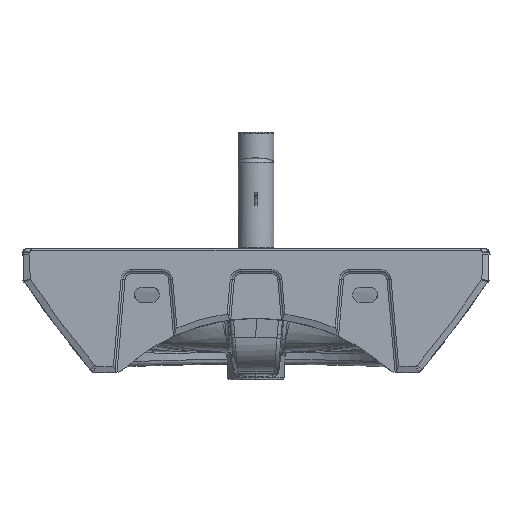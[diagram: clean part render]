
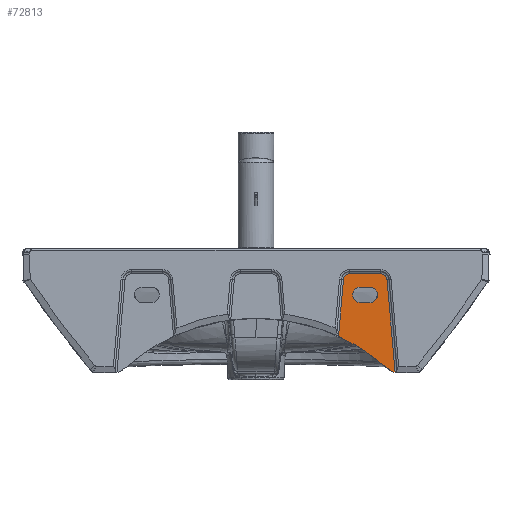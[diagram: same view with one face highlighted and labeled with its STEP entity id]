
A CAD part, left-side view. The second image highlights one B-rep face of the part: STEP entity #72813.
In plain terms, the highlighted face is planar.
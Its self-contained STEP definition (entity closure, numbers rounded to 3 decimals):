
#1588=CARTESIAN_POINT('',(-169.338,-3.,-154.872));
#1589=VERTEX_POINT('',#1588);
#1597=CARTESIAN_POINT('',(-105.74,-3.,-113.111));
#1598=VERTEX_POINT('',#1597);
#1599=CARTESIAN_POINT('',(0.,-3.,-343.452));
#1600=DIRECTION('',(0.,-1.0,0.));
#1601=DIRECTION('',(1.0,0.,0.));
#1602=AXIS2_PLACEMENT_3D('',#1599,#1600,#1601);
#1603=CIRCLE('',#1602,253.452);
#1604=EDGE_CURVE('',#1589,#1598,#1603,.F.);
#2715=CARTESIAN_POINT('',(-146.0,-3.,-70.0));
#2716=VERTEX_POINT('',#2715);
#2717=CARTESIAN_POINT('',(-134.0,-3.,-70.0));
#2718=VERTEX_POINT('',#2717);
#2719=CARTESIAN_POINT('',(-146.0,-3.,-70.0));
#2720=DIRECTION('',(1.0,0.0,0.0));
#2721=VECTOR('',#2720,12.0);
#2722=LINE('',#2719,#2721);
#2723=EDGE_CURVE('',#2716,#2718,#2722,.T.);
#2755=CARTESIAN_POINT('',(-134.0,-3.,-50.0));
#2756=VERTEX_POINT('',#2755);
#2757=CARTESIAN_POINT('',(-146.0,-3.,-50.0));
#2758=VERTEX_POINT('',#2757);
#2759=CARTESIAN_POINT('',(-134.0,-3.,-50.0));
#2760=DIRECTION('',(-1.0,0.0,0.0));
#2761=VECTOR('',#2760,12.0);
#2762=LINE('',#2759,#2761);
#2763=EDGE_CURVE('',#2756,#2758,#2762,.T.);
#72229=CARTESIAN_POINT('',(-134.0,-3.,-60.0));
#72230=DIRECTION('',(0.0,1.0,0.0));
#72231=DIRECTION('',(1.0,0.0,0.0));
#72232=AXIS2_PLACEMENT_3D('',#72229,#72230,#72231);
#72233=CIRCLE('',#72232,10.0);
#72234=EDGE_CURVE('',#2756,#2718,#72233,.T.);
#72253=CARTESIAN_POINT('',(-146.0,-3.,-60.0));
#72254=DIRECTION('',(0.0,1.0,0.0));
#72255=DIRECTION('',(1.0,0.0,0.0));
#72256=AXIS2_PLACEMENT_3D('',#72253,#72254,#72255);
#72257=CIRCLE('',#72256,10.0);
#72258=EDGE_CURVE('',#2716,#2758,#72257,.T.);
#72712=CARTESIAN_POINT('',(-178.319,-3.,-159.512));
#72713=VERTEX_POINT('',#72712);
#72714=CARTESIAN_POINT('',(-178.319,-3.,-159.512));
#72715=CARTESIAN_POINT('',(-176.656,-3.,-159.137));
#72716=CARTESIAN_POINT('',(-175.047,-3.,-158.55));
#72717=CARTESIAN_POINT('',(-172.016,-3.,-156.984));
#72718=CARTESIAN_POINT('',(-170.607,-3.,-156.011));
#72719=CARTESIAN_POINT('',(-169.338,-3.,-154.872));
#72720=B_SPLINE_CURVE_WITH_KNOTS('',3,(#72714,#72715,#72716,#72717,#72718,#72719),.UNSPECIFIED.,.F.,.U.,(4,2,4),(0.,0.512,1.023),.UNSPECIFIED.);
#72721=EDGE_CURVE('',#72713,#1589,#72720,.T.);
#72758=CARTESIAN_POINT('',(0.0,-3.,0.0));
#72759=DIRECTION('',(0.0,1.0,0.0));
#72760=DIRECTION('',(0.0,0.0,1.0));
#72761=AXIS2_PLACEMENT_3D('',#72758,#72759,#72760);
#72762=PLANE('',#72761);
#72763=ORIENTED_EDGE('',*,*,#1604,.F.);
#72764=ORIENTED_EDGE('',*,*,#72721,.F.);
#72765=CARTESIAN_POINT('',(-167.89,-3.,-40.303));
#72766=VERTEX_POINT('',#72765);
#72767=CARTESIAN_POINT('',(-178.319,-3.,-159.512));
#72768=DIRECTION('',(0.087,0.0,0.996));
#72769=VECTOR('',#72768,119.665);
#72770=LINE('',#72767,#72769);
#72771=EDGE_CURVE('',#72766,#72713,#72770,.F.);
#72772=ORIENTED_EDGE('',*,*,#72771,.F.);
#72773=CARTESIAN_POINT('',(-159.92,-3.,-33.0));
#72774=VERTEX_POINT('',#72773);
#72775=CARTESIAN_POINT('',(-159.92,-3.,-41.));
#72776=DIRECTION('',(0.0,1.0,0.0));
#72777=DIRECTION('',(1.0,0.0,0.0));
#72778=AXIS2_PLACEMENT_3D('',#72775,#72776,#72777);
#72779=CIRCLE('',#72778,8.0);
#72780=EDGE_CURVE('',#72774,#72766,#72779,.F.);
#72781=ORIENTED_EDGE('',*,*,#72780,.F.);
#72782=CARTESIAN_POINT('',(-120.08,-3.,-33.));
#72783=VERTEX_POINT('',#72782);
#72784=CARTESIAN_POINT('',(-159.92,-3.,-33.0));
#72785=DIRECTION('',(1.0,0.0,0.0));
#72786=VECTOR('',#72785,39.841);
#72787=LINE('',#72784,#72786);
#72788=EDGE_CURVE('',#72783,#72774,#72787,.F.);
#72789=ORIENTED_EDGE('',*,*,#72788,.F.);
#72790=CARTESIAN_POINT('',(-112.11,-3.,-40.303));
#72791=VERTEX_POINT('',#72790);
#72792=CARTESIAN_POINT('',(-120.08,-3.,-41.));
#72793=DIRECTION('',(0.0,1.0,0.0));
#72794=DIRECTION('',(1.0,0.0,0.0));
#72795=AXIS2_PLACEMENT_3D('',#72792,#72793,#72794);
#72796=CIRCLE('',#72795,8.0);
#72797=EDGE_CURVE('',#72791,#72783,#72796,.F.);
#72798=ORIENTED_EDGE('',*,*,#72797,.F.);
#72799=CARTESIAN_POINT('',(-112.11,-3.,-40.303));
#72800=DIRECTION('',(0.087,0.0,-0.996));
#72801=VECTOR('',#72800,73.086);
#72802=LINE('',#72799,#72801);
#72803=EDGE_CURVE('',#1598,#72791,#72802,.F.);
#72804=ORIENTED_EDGE('',*,*,#72803,.F.);
#72805=EDGE_LOOP('',(#72763,#72764,#72772,#72781,#72789,#72798,#72804));
#72806=FACE_OUTER_BOUND('',#72805,.T.);
#72807=ORIENTED_EDGE('',*,*,#72258,.F.);
#72808=ORIENTED_EDGE('',*,*,#2723,.T.);
#72809=ORIENTED_EDGE('',*,*,#72234,.F.);
#72810=ORIENTED_EDGE('',*,*,#2763,.T.);
#72811=EDGE_LOOP('',(#72807,#72808,#72809,#72810));
#72812=FACE_BOUND('',#72811,.T.);
#72813=ADVANCED_FACE('',(#72806,#72812),#72762,.T.);
